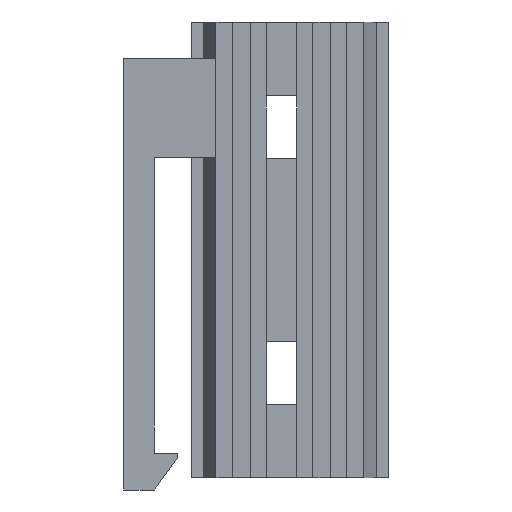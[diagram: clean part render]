
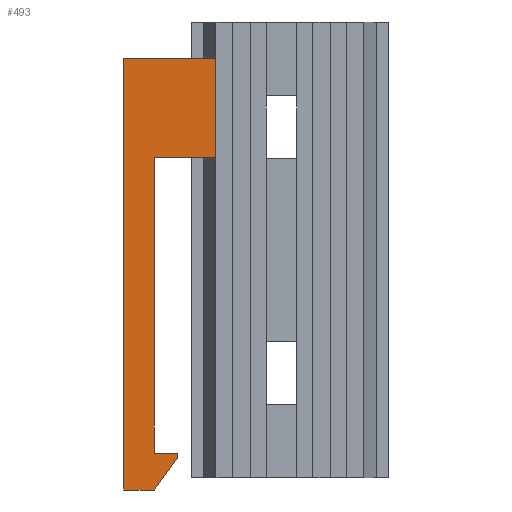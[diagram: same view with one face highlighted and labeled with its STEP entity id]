
A CAD part, front view. The second image highlights one B-rep face of the part: STEP entity #493.
In plain terms, the highlighted planar face has unit normal (0, -1, 0).
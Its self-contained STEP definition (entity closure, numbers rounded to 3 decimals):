
#21 = LINE ( 'NONE', #1620, #147 ) ;
#31 = VECTOR ( 'NONE', #371, 1000. ) ;
#32 = DIRECTION ( 'NONE',  ( 0.588, 0., 0.809 ) ) ;
#56 = EDGE_CURVE ( 'NONE', #526, #1450, #179, .T. ) ;
#106 = VERTEX_POINT ( 'NONE', #1602 ) ;
#127 = VECTOR ( 'NONE', #32, 1000. ) ;
#147 = VECTOR ( 'NONE', #1224, 1000. ) ;
#158 = CARTESIAN_POINT ( 'NONE',  ( -13.5, -1.8, 15.5 ) ) ;
#179 = LINE ( 'NONE', #1545, #504 ) ;
#201 = CARTESIAN_POINT ( 'NONE',  ( -9.1, -1.8, -16.5 ) ) ;
#231 = ORIENTED_EDGE ( 'NONE', *, *, #387, .T. ) ;
#236 = DIRECTION ( 'NONE',  ( -1., 0., 0. ) ) ;
#294 = CARTESIAN_POINT ( 'NONE',  ( -9.1, -1.8, -16.5 ) ) ;
#299 = CARTESIAN_POINT ( 'NONE',  ( 0., -1.8, 0. ) ) ;
#305 = EDGE_CURVE ( 'NONE', #391, #1126, #21, .T. ) ;
#362 = CARTESIAN_POINT ( 'NONE',  ( -6., -1.8, 7.5 ) ) ;
#363 = ORIENTED_EDGE ( 'NONE', *, *, #503, .T. ) ;
#371 = DIRECTION ( 'NONE',  ( 0., 0., 1. ) ) ;
#387 = EDGE_CURVE ( 'NONE', #1450, #456, #1074, .T. ) ;
#388 = DIRECTION ( 'NONE',  ( 1., 0., 0. ) ) ;
#391 = VERTEX_POINT ( 'NONE', #1560 ) ;
#396 = DIRECTION ( 'NONE',  ( 0., 0., 1. ) ) ;
#406 = EDGE_CURVE ( 'NONE', #456, #770, #922, .T. ) ;
#456 = VERTEX_POINT ( 'NONE', #866 ) ;
#472 = DIRECTION ( 'NONE',  ( 0., 0., -1. ) ) ;
#493 = ADVANCED_FACE ( 'NONE', ( #1540 ), #1678, .F. ) ;
#495 = VECTOR ( 'NONE', #1272, 1000. ) ;
#503 = EDGE_CURVE ( 'NONE', #770, #773, #1493, .T. ) ;
#504 = VECTOR ( 'NONE', #899, 1000. ) ;
#526 = VERTEX_POINT ( 'NONE', #1291 ) ;
#528 = LINE ( 'NONE', #1004, #1669 ) ;
#583 = ORIENTED_EDGE ( 'NONE', *, *, #1622, .T. ) ;
#642 = EDGE_CURVE ( 'NONE', #1583, #526, #846, .T. ) ;
#643 = ORIENTED_EDGE ( 'NONE', *, *, #1348, .T. ) ;
#770 = VERTEX_POINT ( 'NONE', #1628 ) ;
#773 = VERTEX_POINT ( 'NONE', #158 ) ;
#806 = DIRECTION ( 'NONE',  ( 0., 1., 0. ) ) ;
#846 = LINE ( 'NONE', #294, #495 ) ;
#866 = CARTESIAN_POINT ( 'NONE',  ( -6., -1.8, 7.5 ) ) ;
#899 = DIRECTION ( 'NONE',  ( 0., 0., 1. ) ) ;
#922 = LINE ( 'NONE', #1352, #31 ) ;
#926 = CARTESIAN_POINT ( 'NONE',  ( -6., -1.8, 15.5 ) ) ;
#982 = VECTOR ( 'NONE', #396, 1000. ) ;
#1004 = CARTESIAN_POINT ( 'NONE',  ( -13.5, -1.8, 15.5 ) ) ;
#1074 = LINE ( 'NONE', #362, #1281 ) ;
#1082 = ORIENTED_EDGE ( 'NONE', *, *, #642, .T. ) ;
#1126 = VERTEX_POINT ( 'NONE', #1239 ) ;
#1136 = CARTESIAN_POINT ( 'NONE',  ( -11., -1.8, 7.5 ) ) ;
#1149 = ORIENTED_EDGE ( 'NONE', *, *, #305, .T. ) ;
#1176 = CARTESIAN_POINT ( 'NONE',  ( -9.1, -1.8, -16.885 ) ) ;
#1224 = DIRECTION ( 'NONE',  ( 1., 0., 0. ) ) ;
#1227 = EDGE_LOOP ( 'NONE', ( #1502, #363, #643, #1149, #583, #1715, #1082, #1629, #231 ) ) ;
#1239 = CARTESIAN_POINT ( 'NONE',  ( -11., -1.8, -19.5 ) ) ;
#1272 = DIRECTION ( 'NONE',  ( -1., 0., 0. ) ) ;
#1281 = VECTOR ( 'NONE', #388, 1000. ) ;
#1290 = EDGE_CURVE ( 'NONE', #106, #1583, #1438, .T. ) ;
#1291 = CARTESIAN_POINT ( 'NONE',  ( -11., -1.8, -16.5 ) ) ;
#1348 = EDGE_CURVE ( 'NONE', #773, #391, #528, .T. ) ;
#1352 = CARTESIAN_POINT ( 'NONE',  ( -6., -1.8, 15.5 ) ) ;
#1438 = LINE ( 'NONE', #1176, #982 ) ;
#1450 = VERTEX_POINT ( 'NONE', #1136 ) ;
#1470 = CARTESIAN_POINT ( 'NONE',  ( -11., -1.8, -19.5 ) ) ;
#1493 = LINE ( 'NONE', #926, #1564 ) ;
#1502 = ORIENTED_EDGE ( 'NONE', *, *, #406, .T. ) ;
#1540 = FACE_OUTER_BOUND ( 'NONE', #1227, .T. ) ;
#1544 = AXIS2_PLACEMENT_3D ( 'NONE', #299, #806, #1659 ) ;
#1545 = CARTESIAN_POINT ( 'NONE',  ( -11., -1.8, -16.5 ) ) ;
#1560 = CARTESIAN_POINT ( 'NONE',  ( -13.5, -1.8, -19.5 ) ) ;
#1564 = VECTOR ( 'NONE', #236, 1000. ) ;
#1580 = LINE ( 'NONE', #1470, #127 ) ;
#1583 = VERTEX_POINT ( 'NONE', #201 ) ;
#1602 = CARTESIAN_POINT ( 'NONE',  ( -9.1, -1.8, -16.885 ) ) ;
#1620 = CARTESIAN_POINT ( 'NONE',  ( -13.5, -1.8, -19.5 ) ) ;
#1622 = EDGE_CURVE ( 'NONE', #1126, #106, #1580, .T. ) ;
#1628 = CARTESIAN_POINT ( 'NONE',  ( -6., -1.8, 15.5 ) ) ;
#1629 = ORIENTED_EDGE ( 'NONE', *, *, #56, .T. ) ;
#1659 = DIRECTION ( 'NONE',  ( 0., 0., 1. ) ) ;
#1669 = VECTOR ( 'NONE', #472, 1000. ) ;
#1678 = PLANE ( 'NONE',  #1544 ) ;
#1715 = ORIENTED_EDGE ( 'NONE', *, *, #1290, .T. ) ;
